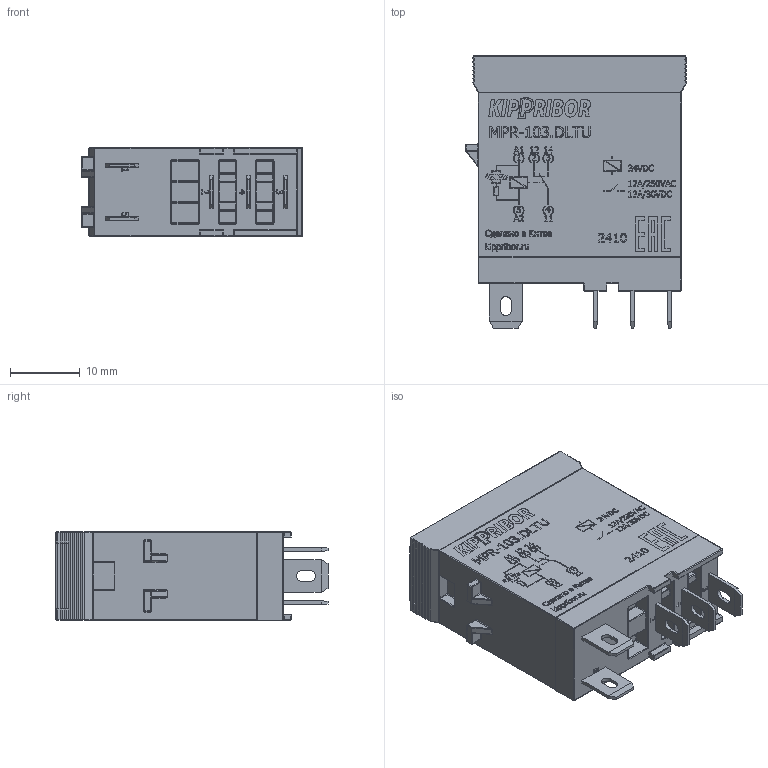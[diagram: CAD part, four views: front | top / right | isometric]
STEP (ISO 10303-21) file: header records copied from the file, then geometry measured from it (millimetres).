
FILE_DESCRIPTION(/* description */ (''),/* implementation_level */ '2;1');
FILE_NAME(/* name */ 'MPR-103.DLTU.stp',/* time_stamp */ '2024-06-28T11:48:24+07:00',/* author */ ('L0STik'),/* organization */ (''),/* preprocessor_version */ 'ST-DEVELOPER v18.1',/* originating_system */ 'Autodesk Inventor 2021',/* authorisation */ '');
FILE_SCHEMA (('AUTOMOTIVE_DESIGN { 1 0 10303 214 3 1 1 }'));
Products named in the file (1): MPR-103.DLTU
Bounding box: 31.55 x 38.91 x 12.71 mm (x, y, z)
Volume: 11873.1 mm3; surface area: 4476.5 mm2
Topology: 1 solids, 1 shells, 2624 faces, 6812 edges, 4397 vertices
Faces by surface type: plane 1455, bspline 746, cylinder 298, sphere 65, torus 59, cone 1
Full cylindrical faces by diameter (mm): 1.2 x1, 2 x1
Entity records: 89512 total; most frequent: CARTESIAN_POINT 27587, ORIENTED_EDGE 13622, DIRECTION 9698, EDGE_CURVE 6811, LINE 4722, VECTOR 4722, VERTEX_POINT 4397, EDGE_LOOP 2846
